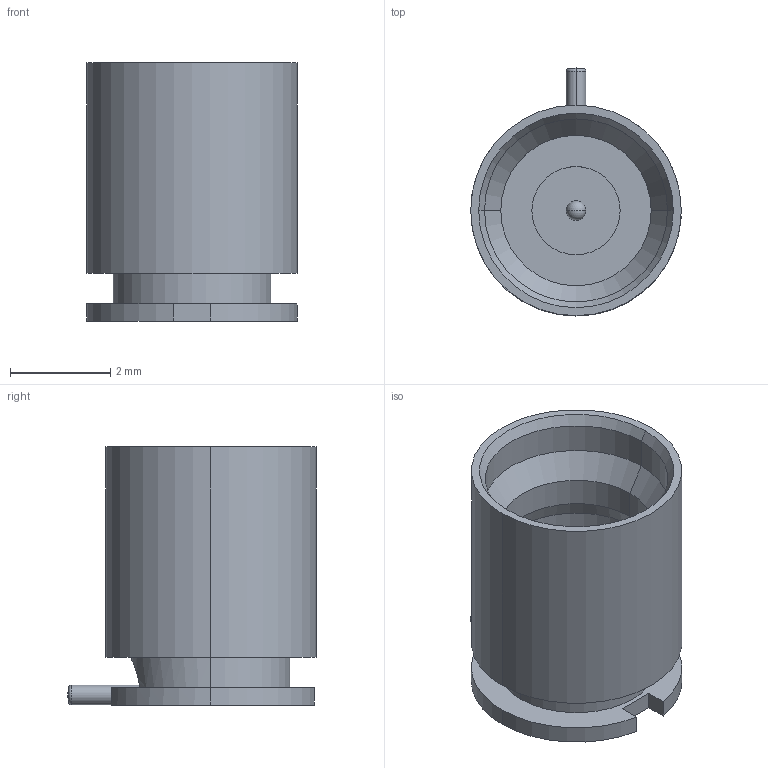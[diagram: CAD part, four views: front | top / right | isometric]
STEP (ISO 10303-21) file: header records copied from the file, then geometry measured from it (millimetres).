
FILE_DESCRIPTION (( 'STEP AP203' ), '1' );
FILE_NAME ('ÑÐ-50-973Â-01.STEP', '2020-03-05T02:28:47', ( '' ), ( '' ), 'SwSTEP 2.0', 'SolidWorks 2017', '' );
FILE_SCHEMA (( 'CONFIG_CONTROL_DESIGN' ));
Length unit declared in the file: millimetre
Products named in the file (1): ﾑﾐ-50-973ﾂ-01
Bounding box: 4.2 x 4.95 x 5.15 mm (x, y, z)
Volume: 42 mm3; surface area: 138.6 mm2
Topology: 1 solids, 1 shells, 54 faces, 126 edges, 78 vertices
Faces by surface type: cylinder 29, plane 11, cone 6, torus 4, sphere 4
Entity records: 1623 total; most frequent: DIRECTION 292, CARTESIAN_POINT 289, ORIENTED_EDGE 244, AXIS2_PLACEMENT_3D 123, EDGE_CURVE 122, VERTEX_POINT 76, CIRCLE 68, EDGE_LOOP 60
